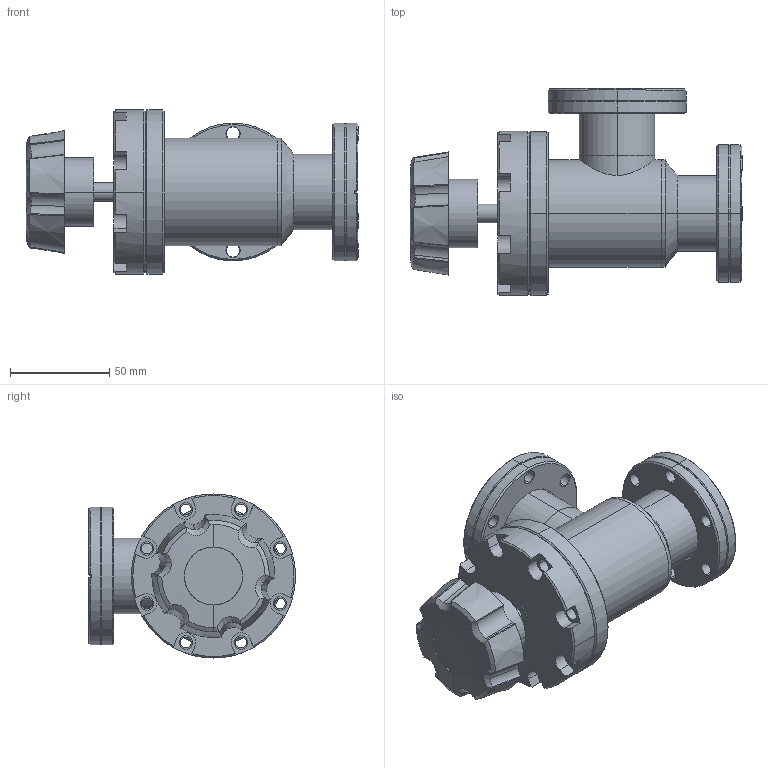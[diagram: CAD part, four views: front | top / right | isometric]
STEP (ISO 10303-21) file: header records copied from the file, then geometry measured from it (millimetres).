
FILE_DESCRIPTION (( 'STEP AP214' ), '1' );
FILE_NAME ('MA-150-H-CF_MANUAL_ANGLE_VALVE.STEP', '2020-05-14T03:50:45', ( 'admin' ), ( 'Microsoft' ), 'SwSTEP 2.0', 'SolidWorks 2016', '' );
FILE_SCHEMA (( 'AUTOMOTIVE_DESIGN' ));
Length unit declared in the file: inch
Products named in the file (1): MA-150-H-CF_MANUAL_ANGLE_VALVE
Bounding box: 167.04 x 104.11 x 82.55 mm (x, y, z)
Volume: 229690 mm3; surface area: 123738.4 mm2
Topology: 14 solids, 14 shells, 489 faces, 1255 edges, 811 vertices
Faces by surface type: cylinder 199, cone 142, plane 123, bspline 24, sphere 1
Entity records: 16982 total; most frequent: CARTESIAN_POINT 4771, DIRECTION 2534, ORIENTED_EDGE 2510, EDGE_CURVE 1255, AXIS2_PLACEMENT_3D 1035, VERTEX_POINT 811, EDGE_LOOP 588, CIRCLE 569
